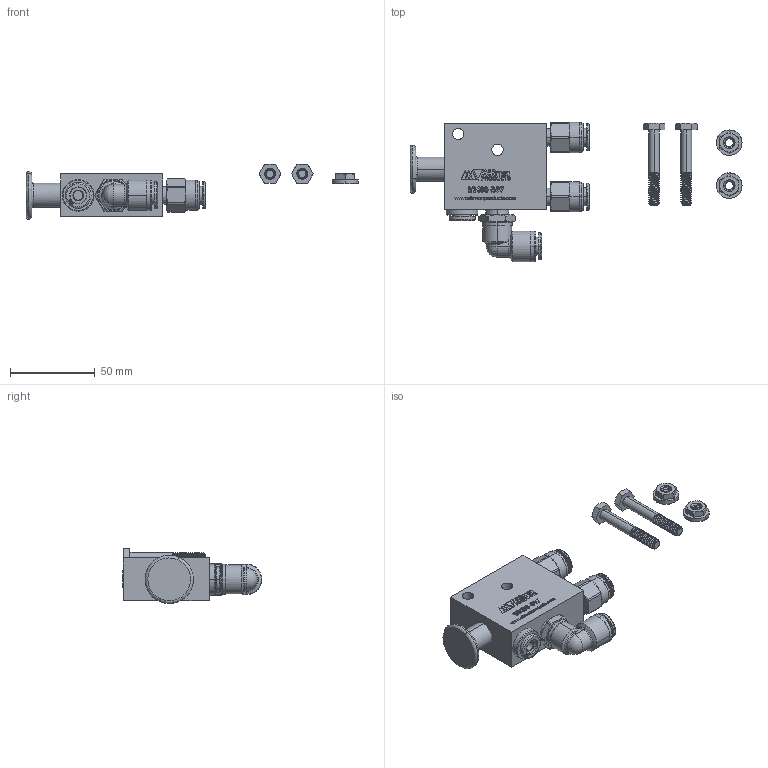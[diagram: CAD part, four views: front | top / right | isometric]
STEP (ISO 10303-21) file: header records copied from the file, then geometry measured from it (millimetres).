
FILE_DESCRIPTION (( 'STEP AP214' ), '1' );
FILE_NAME ('B2400-B97-VALVE-ASSY-CARTRIDGE-SLIDE-PIN.STEP', '2022-05-25T10:19:30', ( '' ), ( '' ), 'SwSTEP 2.0', 'SolidWorks 2018', '' );
FILE_SCHEMA (( 'AUTOMOTIVE_DESIGN' ));
Length unit declared in the file: inch
Products named in the file (1): B2400-B97-VALVE-ASSY-CARTRIDGE-SLIDE-PIN
Bounding box: 196.24 x 82.4 x 32.54 mm (x, y, z)
Volume: 102311.5 mm3; surface area: 31495.9 mm2
Topology: 5 solids, 5 shells, 1909 faces, 5030 edges, 3319 vertices
Faces by surface type: plane 971, bspline 614, cylinder 211, cone 113
Entity records: 98389 total; most frequent: CARTESIAN_POINT 52602, ORIENTED_EDGE 10056, DIRECTION 6242, EDGE_CURVE 5028, VERTEX_POINT 3319, VECTOR 2934, LINE 2934, EDGE_LOOP 2107
